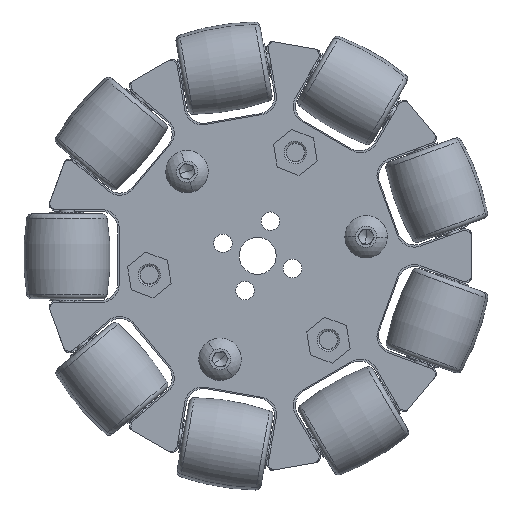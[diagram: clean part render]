
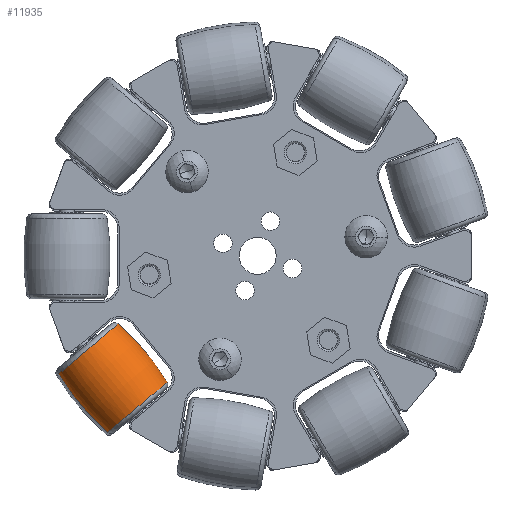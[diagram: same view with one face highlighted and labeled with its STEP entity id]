
A CAD part, front view. The second image highlights one B-rep face of the part: STEP entity #11935.
In plain terms, the highlighted toroidal (fillet/blend) face has major radius 41.44 mm and minor radius 50.8 mm.
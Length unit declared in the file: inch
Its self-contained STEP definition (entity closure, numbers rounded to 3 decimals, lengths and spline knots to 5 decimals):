
#51 = DIRECTION ( 'NONE',  ( 0., -1., 0. ) ) ;
#498 = EDGE_LOOP ( 'NONE', ( #1861, #7433, #5594, #11538 ) ) ;
#1666 = EDGE_CURVE ( 'NONE', #8471, #6857, #8988, .T. ) ;
#1861 = ORIENTED_EDGE ( 'NONE', *, *, #5307, .T. ) ;
#2073 = CARTESIAN_POINT ( 'NONE',  ( -0.32481, 0., 0.34195 ) ) ;
#2078 = CARTESIAN_POINT ( 'NONE',  ( 0.32481, 0., 0.34195 ) ) ;
#2170 = CIRCLE ( 'NONE', #11629, 2. ) ;
#2263 = AXIS2_PLACEMENT_3D ( 'NONE', #10039, #15206, #3614 ) ;
#2675 = CARTESIAN_POINT ( 'NONE',  ( 0., 0., 1.6315 ) ) ;
#2841 = DIRECTION ( 'NONE',  ( 1., 0., 0. ) ) ;
#3215 = AXIS2_PLACEMENT_3D ( 'NONE', #11671, #51, #5244 ) ;
#3482 = VERTEX_POINT ( 'NONE', #2078 ) ;
#3614 = DIRECTION ( 'NONE',  ( 0., 0., 1. ) ) ;
#3858 = AXIS2_PLACEMENT_3D ( 'NONE', #14448, #2841, #8011 ) ;
#4401 = VERTEX_POINT ( 'NONE', #11094 ) ;
#5244 = DIRECTION ( 'NONE',  ( 0., 0., -1. ) ) ;
#5307 = EDGE_CURVE ( 'NONE', #3482, #4401, #9561, .T. ) ;
#5341 = CARTESIAN_POINT ( 'NONE',  ( 0., 0., 0. ) ) ;
#5594 = ORIENTED_EDGE ( 'NONE', *, *, #1666, .T. ) ;
#6623 = FACE_OUTER_BOUND ( 'NONE', #498, .T. ) ;
#6857 = VERTEX_POINT ( 'NONE', #2073 ) ;
#7433 = ORIENTED_EDGE ( 'NONE', *, *, #14141, .T. ) ;
#7859 = DIRECTION ( 'NONE',  ( 0., 1., 0. ) ) ;
#7894 = EDGE_CURVE ( 'NONE', #3482, #6857, #10497, .T. ) ;
#8011 = DIRECTION ( 'NONE',  ( 0., 0., -1. ) ) ;
#8471 = VERTEX_POINT ( 'NONE', #13343 ) ;
#8988 = CIRCLE ( 'NONE', #3858, 0.34195 ) ;
#9561 = CIRCLE ( 'NONE', #2263, 0.34195 ) ;
#9675 = TOROIDAL_SURFACE ( 'NONE', #11834, -1.6315, 2. ) ;
#10039 = CARTESIAN_POINT ( 'NONE',  ( 0.32481, 0., 0. ) ) ;
#10493 = DIRECTION ( 'NONE',  ( -1., 0., 0. ) ) ;
#10497 = CIRCLE ( 'NONE', #3215, 2. ) ;
#11094 = CARTESIAN_POINT ( 'NONE',  ( 0.32481, 0., -0.34195 ) ) ;
#11538 = ORIENTED_EDGE ( 'NONE', *, *, #7894, .F. ) ;
#11629 = AXIS2_PLACEMENT_3D ( 'NONE', #2675, #7859, #13014 ) ;
#11671 = CARTESIAN_POINT ( 'NONE',  ( 0., 0., -1.6315 ) ) ;
#11834 = AXIS2_PLACEMENT_3D ( 'NONE', #5341, #10493, #15672 ) ;
#11935 = ADVANCED_FACE ( 'NONE', ( #6623 ), #9675, .T. ) ;
#13014 = DIRECTION ( 'NONE',  ( 0., 0., 1. ) ) ;
#13343 = CARTESIAN_POINT ( 'NONE',  ( -0.32481, 0., -0.34195 ) ) ;
#14141 = EDGE_CURVE ( 'NONE', #4401, #8471, #2170, .T. ) ;
#14448 = CARTESIAN_POINT ( 'NONE',  ( -0.32481, 0., 0. ) ) ;
#15206 = DIRECTION ( 'NONE',  ( -1., 0., 0. ) ) ;
#15672 = DIRECTION ( 'NONE',  ( 0., 0., 1. ) ) ;
